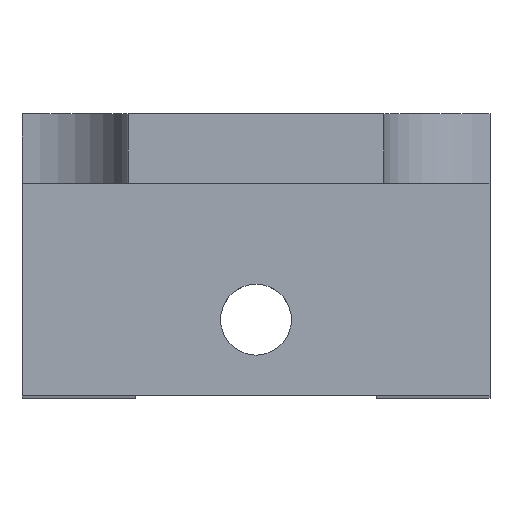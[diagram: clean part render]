
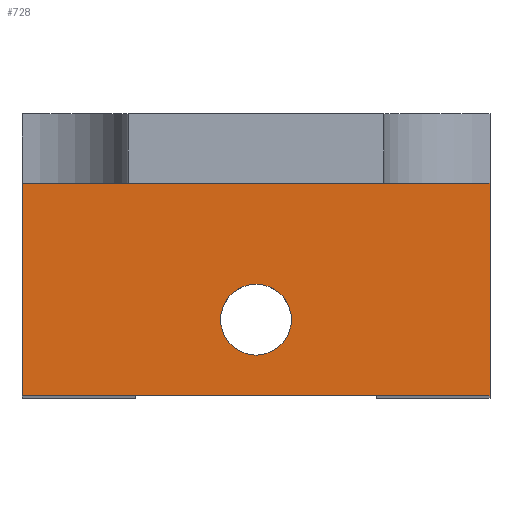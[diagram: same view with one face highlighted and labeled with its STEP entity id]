
A CAD part, top view. The second image highlights one B-rep face of the part: STEP entity #728.
In plain terms, the highlighted planar face has unit normal (0, 0, 1).
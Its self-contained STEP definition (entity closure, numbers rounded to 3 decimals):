
#26=FACE_BOUND('',#117,.T.);
#36=CIRCLE('',#785,2.5);
#73=FACE_OUTER_BOUND('',#116,.T.);
#116=EDGE_LOOP('',(#647,#648,#649,#650));
#117=EDGE_LOOP('',(#651));
#161=LINE('',#1077,#250);
#177=LINE('',#1111,#266);
#206=LINE('',#1173,#295);
#207=LINE('',#1175,#296);
#250=VECTOR('',#880,10.);
#266=VECTOR('',#912,10.);
#295=VECTOR('',#967,10.);
#296=VECTOR('',#970,10.);
#332=VERTEX_POINT('',#1074);
#333=VERTEX_POINT('',#1076);
#343=VERTEX_POINT('',#1109);
#361=VERTEX_POINT('',#1165);
#363=VERTEX_POINT('',#1171);
#411=EDGE_CURVE('',#333,#332,#161,.T.);
#429=EDGE_CURVE('',#332,#343,#177,.T.);
#456=EDGE_CURVE('',#361,#361,#36,.T.);
#460=EDGE_CURVE('',#343,#363,#206,.T.);
#461=EDGE_CURVE('',#363,#333,#207,.T.);
#647=ORIENTED_EDGE('',*,*,#461,.T.);
#648=ORIENTED_EDGE('',*,*,#411,.T.);
#649=ORIENTED_EDGE('',*,*,#429,.T.);
#650=ORIENTED_EDGE('',*,*,#460,.T.);
#651=ORIENTED_EDGE('',*,*,#456,.T.);
#691=PLANE('',#789);
#728=ADVANCED_FACE('',(#73,#26),#691,.T.);
#785=AXIS2_PLACEMENT_3D('',#1166,#959,#960);
#789=AXIS2_PLACEMENT_3D('',#1177,#972,#973);
#880=DIRECTION('',(0.,1.,0.));
#912=DIRECTION('',(-1.,0.,0.));
#959=DIRECTION('center_axis',(0.,0.,
-1.));
#960=DIRECTION('ref_axis',(-1.,0.,0.));
#967=DIRECTION('',(0.,-1.,0.));
#970=DIRECTION('',(1.,0.,0.));
#972=DIRECTION('center_axis',(0.,0.,
1.));
#973=DIRECTION('ref_axis',(-1.,0.,0.));
#1074=CARTESIAN_POINT('',(24.983,115.464,284.));
#1076=CARTESIAN_POINT('',(24.983,100.464,284.));
#1077=CARTESIAN_POINT('',(24.983,115.464,284.));
#1109=CARTESIAN_POINT('',(-8.017,115.464,284.));
#1111=CARTESIAN_POINT('',(-8.017,115.464,284.));
#1165=CARTESIAN_POINT('',(10.983,105.839,284.));
#1166=CARTESIAN_POINT('Origin',(8.483,105.839,284.));
#1171=CARTESIAN_POINT('',(-8.017,100.464,284.));
#1173=CARTESIAN_POINT('',(-8.017,100.464,284.));
#1175=CARTESIAN_POINT('',(24.983,100.464,284.));
#1177=CARTESIAN_POINT('Origin',(8.483,107.964,284.));
